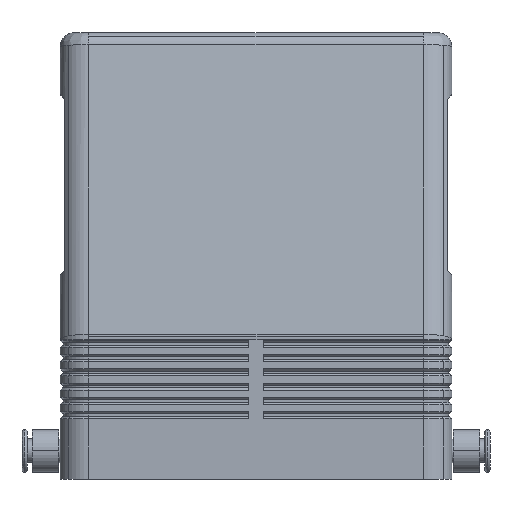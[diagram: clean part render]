
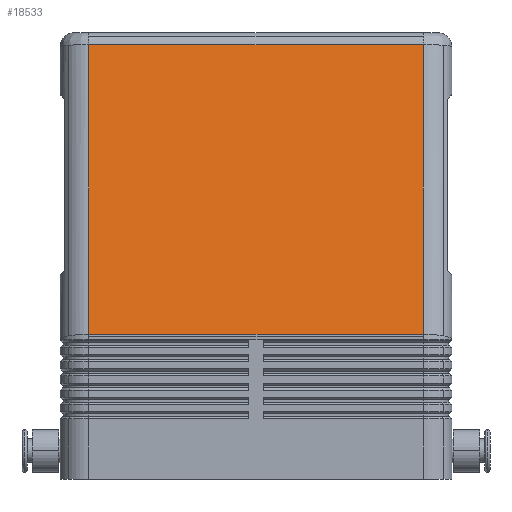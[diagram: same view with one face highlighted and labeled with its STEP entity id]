
A CAD part, left-side view. The second image highlights one B-rep face of the part: STEP entity #18533.
In plain terms, the highlighted planar face has unit normal (-0.986, 0, 0.166).
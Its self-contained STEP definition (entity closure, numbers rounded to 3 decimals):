
#633=CARTESIAN_POINT('',(-46.667,-35.25,30.493));
#634=VERTEX_POINT('',#633);
#642=CARTESIAN_POINT('',(-46.667,35.25,30.493));
#643=VERTEX_POINT('',#642);
#644=CARTESIAN_POINT('',(-46.667,-35.25,30.493));
#645=DIRECTION('',(0.0,1.0,0.0));
#646=VECTOR('',#645,70.5);
#647=LINE('',#644,#646);
#648=EDGE_CURVE('',#634,#643,#647,.T.);
#10067=CARTESIAN_POINT('',(-36.42,-35.25,91.497));
#10068=VERTEX_POINT('',#10067);
#10076=CARTESIAN_POINT('',(-36.42,-35.25,91.497));
#10077=DIRECTION('',(-0.166,0.0,-0.986));
#10078=VECTOR('',#10077,61.858);
#10079=LINE('',#10076,#10078);
#10080=EDGE_CURVE('',#10068,#634,#10079,.T.);
#18108=CARTESIAN_POINT('',(-36.42,35.25,91.497));
#18109=VERTEX_POINT('',#18108);
#18117=CARTESIAN_POINT('',(-36.42,35.25,91.497));
#18118=DIRECTION('',(0.0,-1.0,0.0));
#18119=VECTOR('',#18118,70.5);
#18120=LINE('',#18117,#18119);
#18121=EDGE_CURVE('',#18109,#10068,#18120,.T.);
#18500=CARTESIAN_POINT('',(-46.667,35.25,30.493));
#18501=DIRECTION('',(0.166,0.0,0.986));
#18502=VECTOR('',#18501,61.858);
#18503=LINE('',#18500,#18502);
#18504=EDGE_CURVE('',#643,#18109,#18503,.T.);
#18522=CARTESIAN_POINT('',(-36.0,0.0,94.0));
#18523=DIRECTION('',(-0.986,0.0,0.166));
#18524=DIRECTION('',(0.166,0.0,0.986));
#18525=AXIS2_PLACEMENT_3D('',#18522,#18523,#18524);
#18526=PLANE('',#18525);
#18527=ORIENTED_EDGE('',*,*,#18121,.F.);
#18528=ORIENTED_EDGE('',*,*,#18504,.F.);
#18529=ORIENTED_EDGE('',*,*,#648,.F.);
#18530=ORIENTED_EDGE('',*,*,#10080,.F.);
#18531=EDGE_LOOP('',(#18527,#18528,#18529,#18530));
#18532=FACE_OUTER_BOUND('',#18531,.T.);
#18533=ADVANCED_FACE('',(#18532),#18526,.T.);
